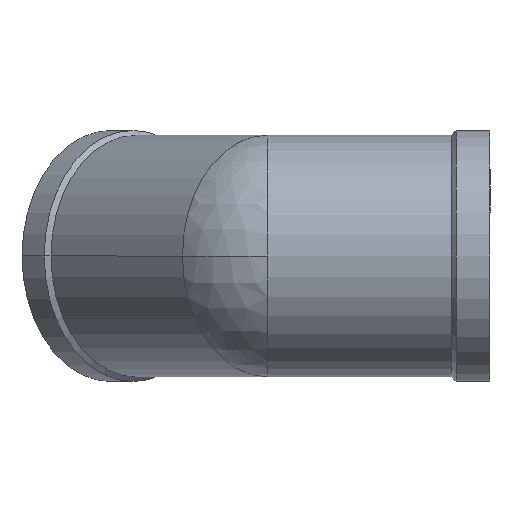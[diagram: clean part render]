
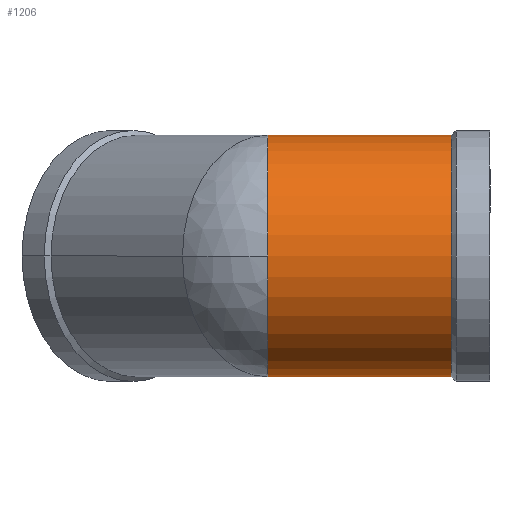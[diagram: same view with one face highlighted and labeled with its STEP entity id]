
A CAD part, front view. The second image highlights one B-rep face of the part: STEP entity #1206.
In plain terms, the highlighted cylindrical face has radius 12.5 mm (diameter 25 mm), a partial arc.
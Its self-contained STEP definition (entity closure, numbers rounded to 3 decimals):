
#117 = CARTESIAN_POINT ( 'NONE',  ( 0., 0., 0. ) ) ;
#124 = DIRECTION ( 'NONE',  ( 0., 0., 1. ) ) ;
#135 = ORIENTED_EDGE ( 'NONE', *, *, #830, .F. ) ;
#136 = DIRECTION ( 'NONE',  ( -1., 0., 0. ) ) ;
#142 = DIRECTION ( 'NONE',  ( -1., 0., 0. ) ) ;
#159 = CARTESIAN_POINT ( 'NONE',  ( 0., 0., 0. ) ) ;
#180 = CARTESIAN_POINT ( 'NONE',  ( 0., 0., 0. ) ) ;
#224 = VERTEX_POINT ( 'NONE', #3188 ) ;
#335 = EDGE_CURVE ( 'NONE', #224, #610, #2531, .T. ) ;
#493 = DIRECTION ( 'NONE',  ( 0., 0., 1. ) ) ;
#499 = ORIENTED_EDGE ( 'NONE', *, *, #335, .T. ) ;
#610 = VERTEX_POINT ( 'NONE', #2079 ) ;
#746 = CARTESIAN_POINT ( 'NONE',  ( 0., 0., -12.5 ) ) ;
#777 = AXIS2_PLACEMENT_3D ( 'NONE', #117, #2759, #493 ) ;
#793 = CARTESIAN_POINT ( 'NONE',  ( 0., 0., 12.5 ) ) ;
#830 = EDGE_CURVE ( 'NONE', #4143, #3330, #2186, .T. ) ;
#1016 = DIRECTION ( 'NONE',  ( -1., 0., 0. ) ) ;
#1206 = ADVANCED_FACE ( 'NONE', ( #2586 ), #2918, .T. ) ;
#1618 = CIRCLE ( 'NONE', #777, 12.5 ) ;
#1778 = VECTOR ( 'NONE', #3638, 1000. ) ;
#1848 = AXIS2_PLACEMENT_3D ( 'NONE', #180, #142, #1958 ) ;
#1958 = DIRECTION ( 'NONE',  ( 0., 0., 1. ) ) ;
#2057 = EDGE_CURVE ( 'NONE', #224, #4143, #4225, .T. ) ;
#2079 = CARTESIAN_POINT ( 'NONE',  ( 19., 0., 12.5 ) ) ;
#2186 = CIRCLE ( 'NONE', #2220, 12.5 ) ;
#2220 = AXIS2_PLACEMENT_3D ( 'NONE', #159, #136, #124 ) ;
#2531 = CIRCLE ( 'NONE', #3858, 12.5 ) ;
#2586 = FACE_OUTER_BOUND ( 'NONE', #4656, .T. ) ;
#2759 = DIRECTION ( 'NONE',  ( -1., 0., 0. ) ) ;
#2918 = CYLINDRICAL_SURFACE ( 'NONE', #1848, 12.5 ) ;
#2928 = EDGE_CURVE ( 'NONE', #3330, #4368, #1618, .T. ) ;
#2975 = DIRECTION ( 'NONE',  ( 0., 0., 1. ) ) ;
#2984 = DIRECTION ( 'NONE',  ( -1., 0., 0. ) ) ;
#2993 = CARTESIAN_POINT ( 'NONE',  ( 19., 0., 0. ) ) ;
#3044 = EDGE_CURVE ( 'NONE', #610, #4368, #4340, .T. ) ;
#3188 = CARTESIAN_POINT ( 'NONE',  ( 19., 0., -12.5 ) ) ;
#3267 = CARTESIAN_POINT ( 'NONE',  ( 0., 0., 12.5 ) ) ;
#3285 = ORIENTED_EDGE ( 'NONE', *, *, #2928, .F. ) ;
#3330 = VERTEX_POINT ( 'NONE', #3391 ) ;
#3391 = CARTESIAN_POINT ( 'NONE',  ( 0., -12.5, 0. ) ) ;
#3435 = ORIENTED_EDGE ( 'NONE', *, *, #3044, .T. ) ;
#3638 = DIRECTION ( 'NONE',  ( -1., 0., 0. ) ) ;
#3654 = CARTESIAN_POINT ( 'NONE',  ( 0., 0., -12.5 ) ) ;
#3858 = AXIS2_PLACEMENT_3D ( 'NONE', #2993, #2984, #2975 ) ;
#4143 = VERTEX_POINT ( 'NONE', #746 ) ;
#4210 = VECTOR ( 'NONE', #1016, 1000. ) ;
#4225 = LINE ( 'NONE', #3654, #1778 ) ;
#4232 = ORIENTED_EDGE ( 'NONE', *, *, #2057, .F. ) ;
#4340 = LINE ( 'NONE', #3267, #4210 ) ;
#4368 = VERTEX_POINT ( 'NONE', #793 ) ;
#4656 = EDGE_LOOP ( 'NONE', ( #4232, #499, #3435, #3285, #135 ) ) ;
